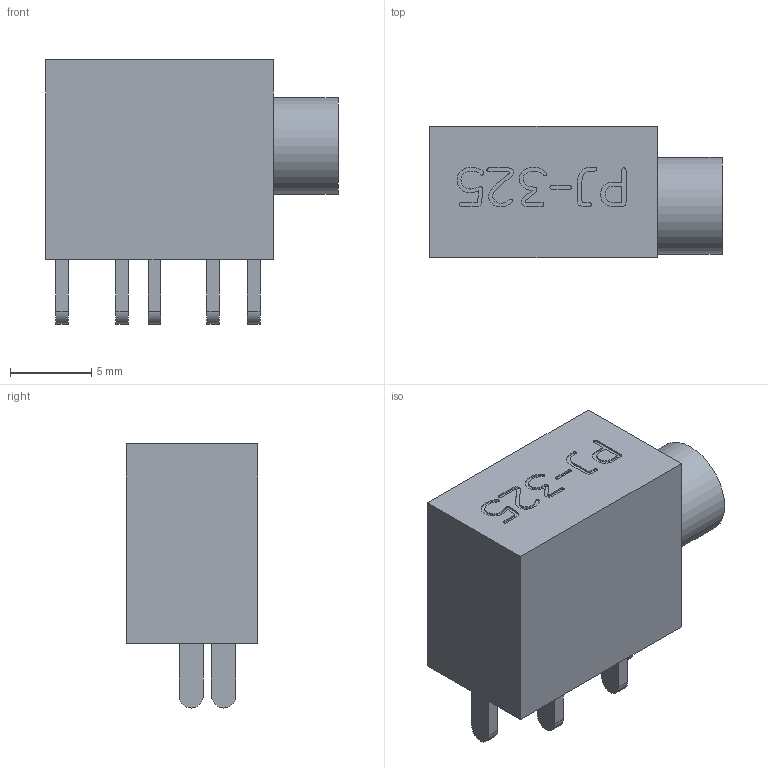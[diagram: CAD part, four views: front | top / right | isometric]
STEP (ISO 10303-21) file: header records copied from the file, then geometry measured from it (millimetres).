
FILE_DESCRIPTION(('STEP AP214'),'1');
FILE_NAME('PJ-325.stp','2024-06-26T23:26:03',(' '),(' '),'Spatial InterOp 3D',' ',' ');
FILE_SCHEMA(('AUTOMOTIVE_DESIGN { 1 0 10303 214 1 1 1 1 }'));
Length unit declared in the file: millimetre
Products named in the file (1): 3.5pie Phone Jack
Bounding box: 18 x 8.1 x 16.27 mm (x, y, z)
Volume: 1422.5 mm3; surface area: 1047.5 mm2
Topology: 1 solids, 1 shells, 869 faces, 2541 edges, 1694 vertices
Faces by surface type: plane 856, cylinder 12, cone 1
Full cylindrical faces by diameter (mm): 3.6 x1, 5.95 x1
Entity records: 35144 total; most frequent: CARTESIAN_POINT 5100, ORIENTED_EDGE 5074, DIRECTION 4302, EDGE_CURVE 2537, LINE 2512, VECTOR 2512, VERTEX_POINT 1693, AXIS2_PLACEMENT_3D 895
